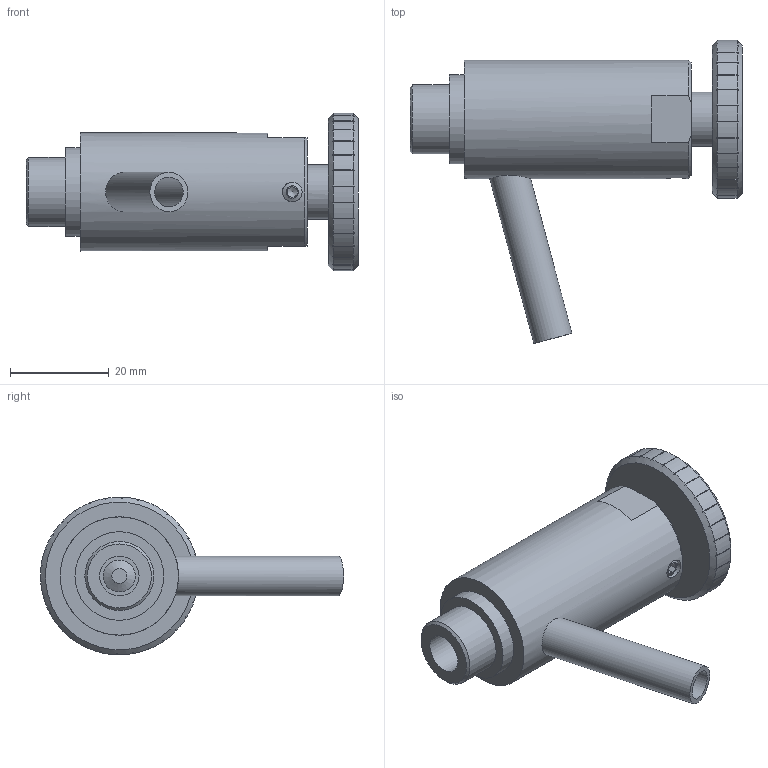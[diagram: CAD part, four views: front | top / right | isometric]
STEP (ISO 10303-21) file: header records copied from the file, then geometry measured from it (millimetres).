
FILE_DESCRIPTION(/* description */ (''),/* implementation_level */ '2;1');
FILE_NAME(/* name */ '53200008M14x1,5(_SC) d=6.stp',/* time_stamp */ '2016-03-17T08:50:46+01:00',/* author */ ('Struska'),/* organization */ ('BUPOSPOL'),/* preprocessor_version */ 'ST-DEVELOPER v15.6',/* originating_system */ 'Autodesk Inventor 2015',/* authorisation */ '');
FILE_SCHEMA (('CONFIG_CONTROL_DESIGN'));
Length unit declared in the file: millimetre
Products named in the file (1): 53200008M14x1,5(_SC) d=6
Bounding box: 67.33 x 61.46 x 31.99 mm (x, y, z)
Volume: 25174.4 mm3; surface area: 12961.9 mm2
Topology: 1 solids, 4 shells, 186 faces, 504 edges, 334 vertices
Faces by surface type: plane 116, cylinder 51, cone 16, torus 3
Full cylindrical faces by diameter (mm): 4 x2, 6 x1, 6.5 x1, 8 x2, 11 x1, 11.3 x2, 13 x1, 14 x1, 14.6 x3, 15.5 x2, 16.376 x1, 18 x1, 18.5 x2, 24 x1
Entity records: 5892 total; most frequent: CARTESIAN_POINT 1345, ORIENTED_EDGE 896, DIRECTION 858, EDGE_CURVE 446, VERTEX_POINT 314, AXIS2_PLACEMENT_3D 299, LINE 260, VECTOR 260
